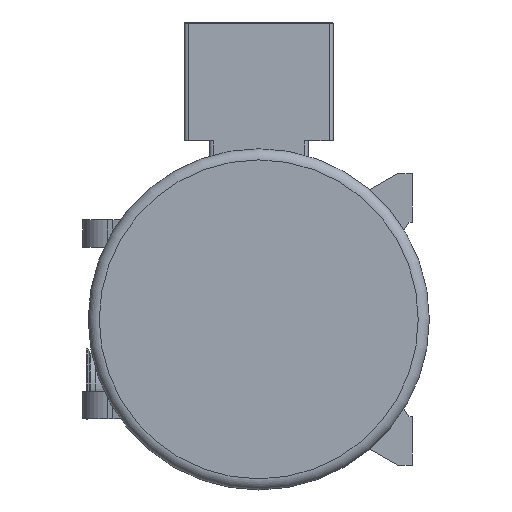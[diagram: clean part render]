
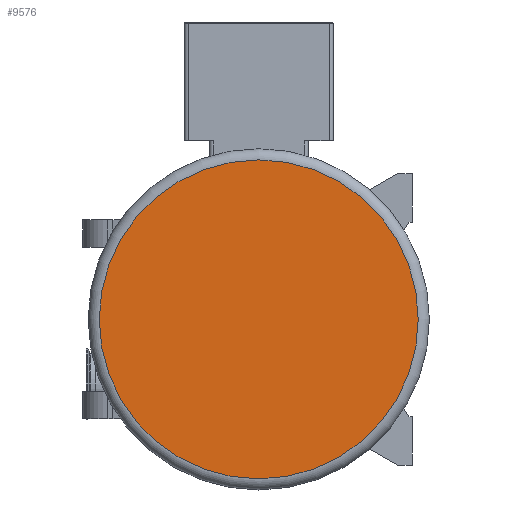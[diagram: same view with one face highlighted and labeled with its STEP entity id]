
A CAD part, left-side view. The second image highlights one B-rep face of the part: STEP entity #9576.
In plain terms, the highlighted planar face has unit normal (-1, 0, 0).
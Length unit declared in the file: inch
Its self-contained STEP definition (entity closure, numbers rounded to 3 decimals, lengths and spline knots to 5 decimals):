
#1856=PLANE('',#10427);
#2296=FACE_OUTER_BOUND('',#2867,.T.);
#2867=EDGE_LOOP('',(#8060,#8061));
#3301=CIRCLE('',#10428,10.394);
#3302=CIRCLE('',#10429,10.394);
#4438=VERTEX_POINT('',#17356);
#4439=VERTEX_POINT('',#17357);
#5747=EDGE_CURVE('',#4438,#4439,#3301,.T.);
#5748=EDGE_CURVE('',#4439,#4438,#3302,.T.);
#8060=ORIENTED_EDGE('',*,*,#5747,.F.);
#8061=ORIENTED_EDGE('',*,*,#5748,.F.);
#9576=ADVANCED_FACE('',(#2296),#1856,.T.);
#10427=AXIS2_PLACEMENT_3D('',#17355,#12658,#12659);
#10428=AXIS2_PLACEMENT_3D('',#17358,#12660,#12661);
#10429=AXIS2_PLACEMENT_3D('',#17359,#12662,#12663);
#12658=DIRECTION('center_axis',(-1.,0.,0.));
#12659=DIRECTION('ref_axis',(0.,1.,0.));
#12660=DIRECTION('center_axis',(1.,0.,0.));
#12661=DIRECTION('ref_axis',(0.,0.,
1.));
#12662=DIRECTION('center_axis',(1.,0.,0.));
#12663=DIRECTION('ref_axis',(0.,0.,
1.));
#17355=CARTESIAN_POINT('Origin',(-36.097,0.,-11.12));
#17356=CARTESIAN_POINT('',(-36.097,0.,-10.394));
#17357=CARTESIAN_POINT('',(-36.097,10.394,0.));
#17358=CARTESIAN_POINT('Origin',(-36.097,0.,0.));
#17359=CARTESIAN_POINT('Origin',(-36.097,0.,0.));
